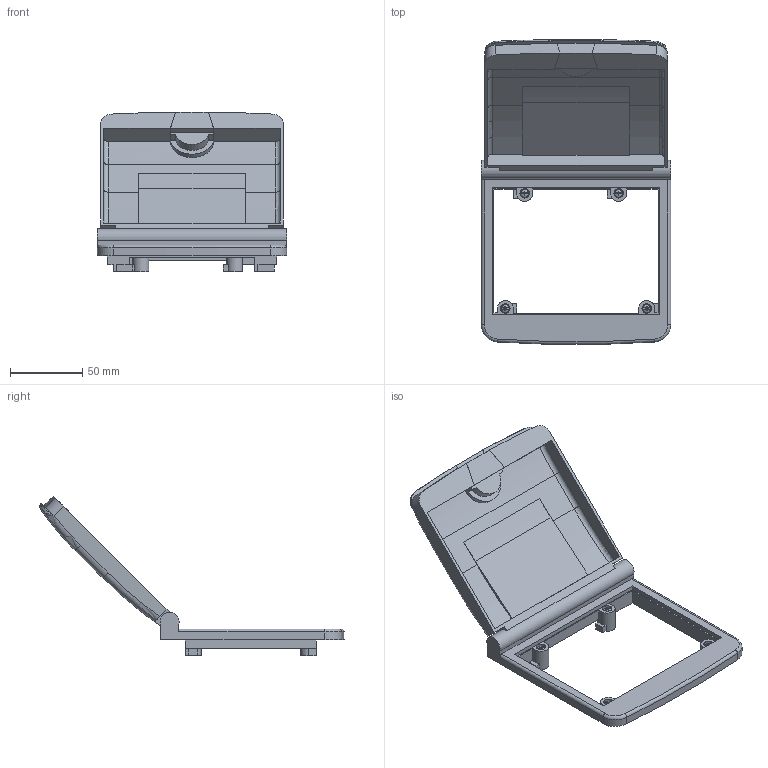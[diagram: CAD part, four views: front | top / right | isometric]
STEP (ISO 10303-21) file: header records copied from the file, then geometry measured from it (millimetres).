
FILE_DESCRIPTION(('Creo Elements/Direct Modeling STEP Export'),'2;1');
FILE_NAME('model.stp','2018-03-15T11:17:09',(''),(''),'Creo Elements/Direct Modeling STEP processor for AP214 (Solid Model)','Creo Elements/Direct Modeling 18.1I 14-Aug-2016 (C) Parametric Technology GmbH','');
FILE_SCHEMA(('AUTOMOTIVE_DESIGN { 1 0 10303 214 1 1 1 1 }'));
Length unit declared in the file: millimetre
Products named in the file (2): SI_M1B_ML-select
Assembly tree (1 placements, depth 2):
  SI_M1B_ML-select
    SI_M1B_ML-select
Bounding box: 131 x 210.68 x 110.46 mm (x, y, z)
Volume: 136809.5 mm3; surface area: 66970 mm2
Topology: 1 solids, 1 shells, 284 faces, 779 edges, 509 vertices
Faces by surface type: plane 193, cylinder 55, torus 11, bspline 8, cone 8, sphere 8, extrusion 1
Entity records: 15747 total; most frequent: CARTESIAN_POINT 6364, ORIENTED_EDGE 1558, DIRECTION 1371, EDGE_CURVE 779, VECTOR 509, VERTEX_POINT 509, LINE 508, AXIS2_PLACEMENT_3D 431
